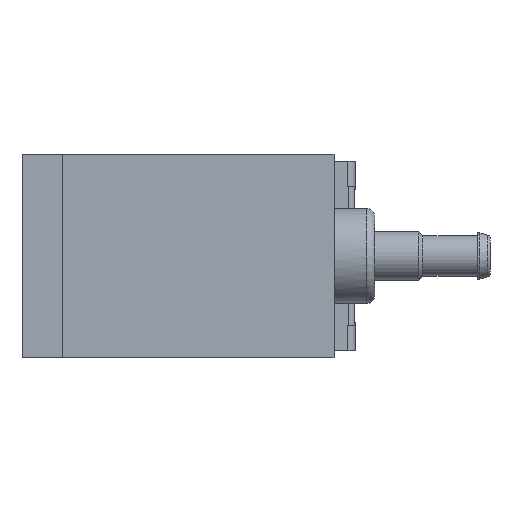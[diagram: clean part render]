
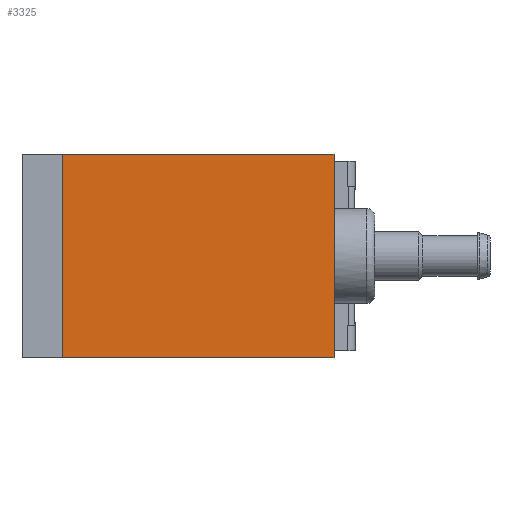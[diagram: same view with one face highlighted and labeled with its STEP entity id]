
A CAD part, front view. The second image highlights one B-rep face of the part: STEP entity #3325.
In plain terms, the highlighted planar face has unit normal (0, -1, 0).
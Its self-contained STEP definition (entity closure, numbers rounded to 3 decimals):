
#662=ORIENTED_EDGE('',*,*,#1512,.T.);
#663=ORIENTED_EDGE('',*,*,#1513,.F.);
#664=ORIENTED_EDGE('',*,*,#1514,.F.);
#665=ORIENTED_EDGE('',*,*,#1488,.T.);
#1488=EDGE_CURVE('',#1918,#1917,#2219,.T.);
#1512=EDGE_CURVE('',#1917,#1938,#2238,.T.);
#1513=EDGE_CURVE('',#1939,#1938,#2239,.T.);
#1514=EDGE_CURVE('',#1918,#1939,#2240,.T.);
#1917=VERTEX_POINT('',#5387);
#1918=VERTEX_POINT('',#5389);
#1938=VERTEX_POINT('',#5437);
#1939=VERTEX_POINT('',#5439);
#2219=LINE('',#5388,#2515);
#2238=LINE('',#5436,#2534);
#2239=LINE('',#5438,#2535);
#2240=LINE('',#5440,#2536);
#2515=VECTOR('',#4282,1000.);
#2534=VECTOR('',#4319,1000.);
#2535=VECTOR('',#4320,1000.);
#2536=VECTOR('',#4321,1000.);
#2718=EDGE_LOOP('',(#662,#663,#664,#665));
#2972=FACE_BOUND('',#2718,.T.);
#3194=PLANE('',#3621);
#3325=ADVANCED_FACE('',(#2972),#3194,.F.);
#3621=AXIS2_PLACEMENT_3D('',#5435,#4317,#4318);
#4282=DIRECTION('',(0.,0.,-1.));
#4317=DIRECTION('',(0.,1.,0.));
#4318=DIRECTION('',(0.,0.,1.));
#4319=DIRECTION('',(1.,0.,0.));
#4320=DIRECTION('',(0.,0.,-1.));
#4321=DIRECTION('',(1.,0.,0.));
#5387=CARTESIAN_POINT('',(-10.,0.,-7.5));
#5388=CARTESIAN_POINT('',(-10.,0.,7.5));
#5389=CARTESIAN_POINT('',(-10.,0.,7.5));
#5435=CARTESIAN_POINT('',(-10.,0.,7.5));
#5436=CARTESIAN_POINT('',(-10.,0.,-7.5));
#5437=CARTESIAN_POINT('',(10.,0.,-7.5));
#5438=CARTESIAN_POINT('',(10.,0.,7.5));
#5439=CARTESIAN_POINT('',(10.,0.,7.5));
#5440=CARTESIAN_POINT('',(-10.,0.,7.5));
